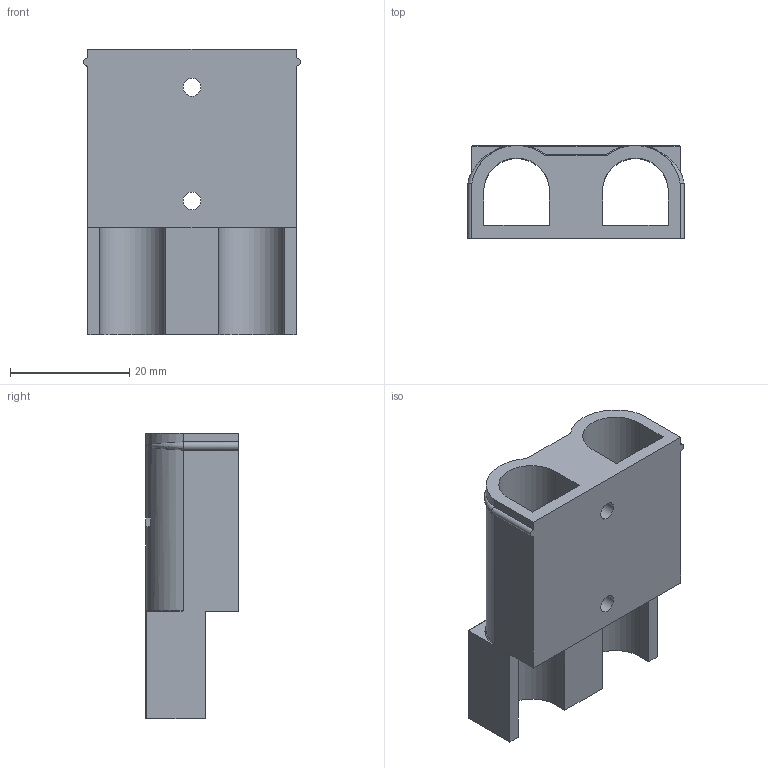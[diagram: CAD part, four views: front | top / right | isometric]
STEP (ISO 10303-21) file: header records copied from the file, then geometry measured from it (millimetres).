
FILE_DESCRIPTION(/* description */ ('Quick Disconnect Battery Connector'),/* implementation_level */ '2;1');
FILE_NAME(/* name */ 'SB50-FR.ipt.stp',/* time_stamp */ '2017-12-13T09:46:22-08:00',/* author */ ('Autodesk Inc.'),/* organization */ ('Autodesk Inc.'),/* preprocessor_version */ 'ST-DEVELOPER v16.13',/* originating_system */ 'Autodesk Inventor 2018',/* authorisation */ '');
FILE_SCHEMA (('AUTOMOTIVE_DESIGN { 1 0 10303 214 3 1 1 }'));
Length unit declared in the file: millimetre
Products named in the file (1): SB50-FR
Bounding box: 36.38 x 15.62 x 48 mm (x, y, z)
Volume: 11587 mm3; surface area: 8264.8 mm2
Topology: 1 solids, 1 shells, 104 faces, 352 edges, 250 vertices
Faces by surface type: plane 59, bspline 22, cylinder 19, torus 4
Full cylindrical faces by diameter (mm): 3 x2
Entity records: 5932 total; most frequent: CARTESIAN_POINT 3002, ORIENTED_EDGE 696, DIRECTION 480, EDGE_CURVE 348, VERTEX_POINT 248, LINE 174, VECTOR 174, AXIS2_PLACEMENT_3D 153
